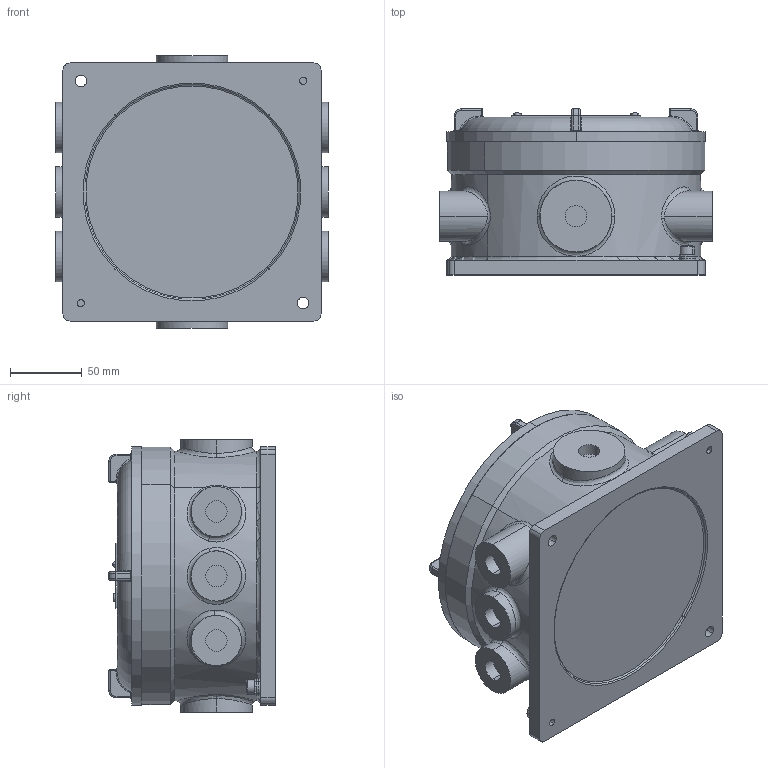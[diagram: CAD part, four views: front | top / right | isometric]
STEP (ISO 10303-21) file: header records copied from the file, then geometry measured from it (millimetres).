
FILE_DESCRIPTION (( 'STEP AP203' ), '1' );
FILE_NAME ('40201016.step', '2019-04-15T14:02:35', ( '' ), ( '' ), 'SwSTEP 2.0', 'SolidWorks 2018', '' );
FILE_SCHEMA (( 'CONFIG_CONTROL_DESIGN' ));
Length unit declared in the file: millimetre
Products named in the file (16): 82460; 70905; 92783; 92081; 40201016; 40000036126_2-3g; 98646; 93428_DIN 912 M6 x 10 --- 10N; 93412_PreviewCfg; 98086; 92782; 92780; 93414; 40301016; 98063; 70955
Assembly tree (32 placements, depth 2):
  40201016
    70905
    82460
    40301016
    98063  x9
    93428_DIN 912 M6 x 10 --- 10N  x6
    98086  x3
    92081  x3
    70955
    98646
    92783
    93414  x2
    92780
    93412_PreviewCfg  x2
  40000036126_2-3g
  92782
Bounding box: 190 x 116 x 190 mm (x, y, z)
Volume: 1127136.7 mm3; surface area: 314149.9 mm2
Topology: 32 solids, 32 shells, 1041 faces, 2475 edges, 1516 vertices
Faces by surface type: plane 406, cylinder 351, bspline 131, torus 91, cone 54, sphere 8
Entity records: 32787 total; most frequent: CARTESIAN_POINT 14972, ORIENTED_EDGE 3292, DIRECTION 3193, EDGE_CURVE 1646, AXIS2_PLACEMENT_3D 1234, VERTEX_POINT 1025, EDGE_LOOP 785, VECTOR 725
